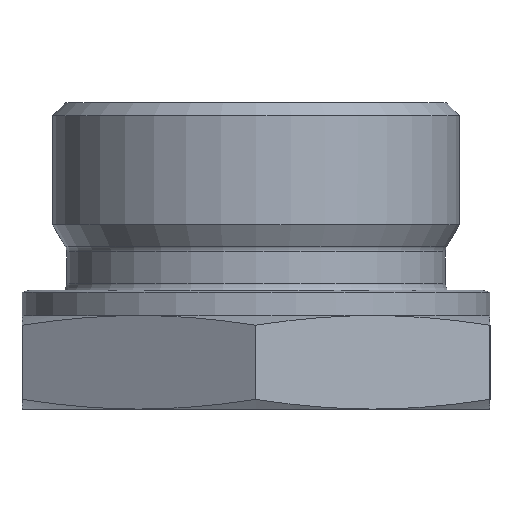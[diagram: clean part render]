
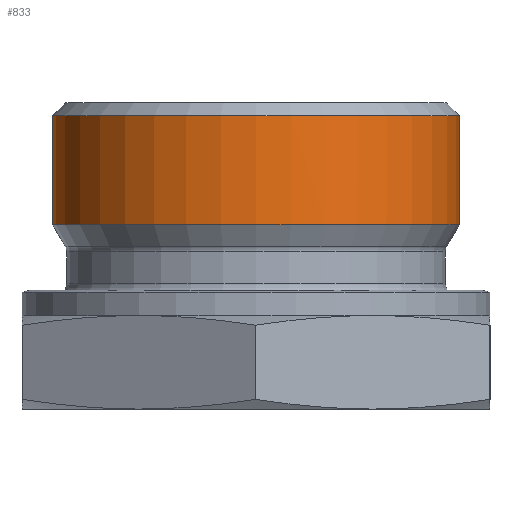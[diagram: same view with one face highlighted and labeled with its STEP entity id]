
A CAD part, front view. The second image highlights one B-rep face of the part: STEP entity #833.
In plain terms, the highlighted cylindrical face has radius 23.901 mm (diameter 47.803 mm), a full revolution.
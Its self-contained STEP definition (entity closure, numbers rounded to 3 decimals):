
#799=CARTESIAN_POINT('',(23.901,0.,34.5));
#800=VERTEX_POINT('',#799);
#801=CARTESIAN_POINT('',(0.0,0.0,34.5));
#802=DIRECTION('',(0.0,0.0,1.0));
#803=DIRECTION('',(-1.0,0.0,0.0));
#804=AXIS2_PLACEMENT_3D('',#801,#802,#803);
#805=CIRCLE('',#804,23.901);
#806=EDGE_CURVE('',#800,#800,#805,.T.);
#814=CARTESIAN_POINT('',(0.0,0.0,36.0));
#815=DIRECTION('',(0.0,0.0,-1.0));
#816=DIRECTION('',(-1.0,0.0,0.0));
#817=AXIS2_PLACEMENT_3D('',#814,#815,#816);
#818=CYLINDRICAL_SURFACE('',#817,23.901);
#819=CARTESIAN_POINT('',(-20.687,11.972,21.66));
#820=VERTEX_POINT('',#819);
#821=CARTESIAN_POINT('',(0.0,0.0,21.66));
#822=DIRECTION('',(0.0,0.0,1.0));
#823=DIRECTION('',(-1.0,0.0,0.0));
#824=AXIS2_PLACEMENT_3D('',#821,#822,#823);
#825=CIRCLE('',#824,23.901);
#826=EDGE_CURVE('',#820,#820,#825,.T.);
#827=ORIENTED_EDGE('',*,*,#826,.T.);
#828=EDGE_LOOP('',(#827));
#829=FACE_OUTER_BOUND('',#828,.T.);
#830=ORIENTED_EDGE('',*,*,#806,.F.);
#831=EDGE_LOOP('',(#830));
#832=FACE_BOUND('',#831,.T.);
#833=ADVANCED_FACE('',(#829,#832),#818,.T.);
